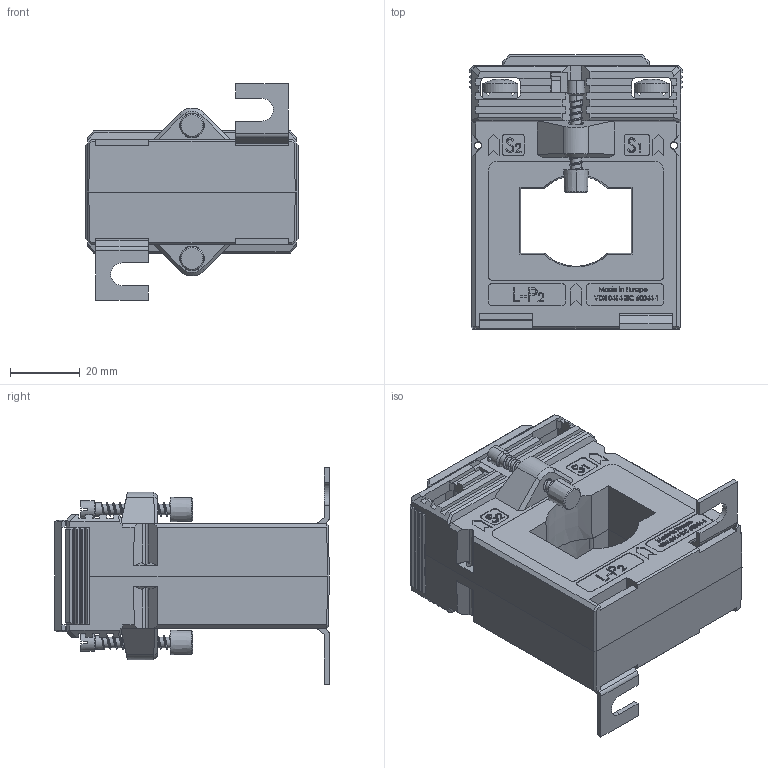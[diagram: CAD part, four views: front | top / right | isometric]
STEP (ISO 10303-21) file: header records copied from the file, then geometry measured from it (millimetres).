
FILE_DESCRIPTION (( 'STEP AP214' ), '1' );
FILE_NAME ('ASK318_3_kpl.STEP', '2011-11-17T09:41:55', ( ' ' ), ( '' ), 'SwSTEP 2.0', 'SolidWorks 2010', '' );
FILE_SCHEMA (( 'AUTOMOTIVE_DESIGN' ));
Length unit declared in the file: millimetre
Products named in the file (10): Verschlussklappe_28mm; Fusswinkel_1,5; Plastite_Schraube_30_mit-Gewinde; Linsenschraube DIN 7985 4.8 VZ M 5 x 10; MBS_WN-003_04_Klemme_WN-003_02; Isolierschutzkappe; Plombierplatte_C; ASK318_3_11; ASK318_3_11_Gehäuseoberteil; ASK318_3_kpl
Assembly tree (17 placements, depth 2):
  ASK318_3_kpl
    Isolierschutzkappe  x2
    ASK318_3_11_Gehäuseoberteil
    Fusswinkel_1,5  x2
    Linsenschraube DIN 7985 4.8 VZ M 5 x 10  x4
    ASK318_3_11
    MBS_WN-003_04_Klemme_WN-003_02  x2
    Verschlussklappe_28mm  x2
    Plastite_Schraube_30_mit-Gewinde  x2
    Plombierplatte_C
Bounding box: 61 x 78.5 x 62 mm (x, y, z)
Volume: 113098.3 mm3; surface area: 44399.3 mm2
Topology: 17 solids, 17 shells, 1916 faces, 5006 edges, 3248 vertices
Faces by surface type: plane 1304, bspline 324, cylinder 176, cone 82, sphere 20, torus 10
Entity records: 70622 total; most frequent: CARTESIAN_POINT 31715, ORIENTED_EDGE 8704, DIRECTION 6495, EDGE_CURVE 4352, LINE 3309, VECTOR 3309, VERTEX_POINT 2858, EDGE_LOOP 1790
